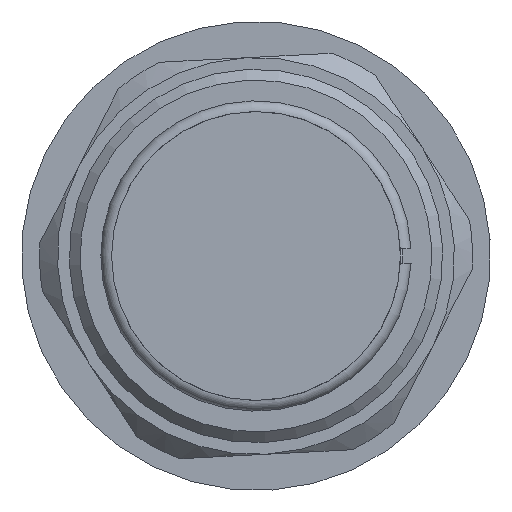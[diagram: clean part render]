
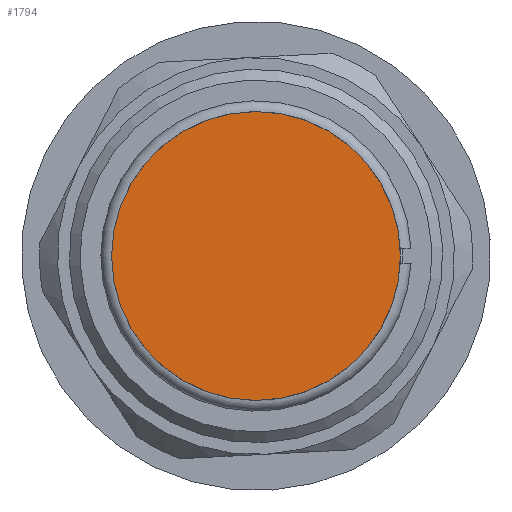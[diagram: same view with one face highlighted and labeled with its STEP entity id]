
A CAD part, left-side view. The second image highlights one B-rep face of the part: STEP entity #1794.
In plain terms, the highlighted planar face has unit normal (-1, 0, 0).
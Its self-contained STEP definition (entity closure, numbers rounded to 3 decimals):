
#1778=CARTESIAN_POINT('',(0.,3.525,0.0));
#1779=DIRECTION('',(-1.0,0.0,0.0));
#1780=DIRECTION('',(0.0,0.0,1.0));
#1781=AXIS2_PLACEMENT_3D('',#1778,#1779,#1780);
#1782=PLANE('',#1781);
#1783=CARTESIAN_POINT('',(0.,4.0,0.0));
#1784=VERTEX_POINT('',#1783);
#1785=CARTESIAN_POINT('',(0.0,0.0,0.0));
#1786=DIRECTION('',(1.0,0.0,0.0));
#1787=DIRECTION('',(0.0,1.0,0.0));
#1788=AXIS2_PLACEMENT_3D('',#1785,#1786,#1787);
#1789=CIRCLE('',#1788,4.0);
#1790=EDGE_CURVE('',#1784,#1784,#1789,.T.);
#1791=ORIENTED_EDGE('',*,*,#1790,.F.);
#1792=EDGE_LOOP('',(#1791));
#1793=FACE_OUTER_BOUND('',#1792,.T.);
#1794=ADVANCED_FACE('',(#1793),#1782,.T.);
